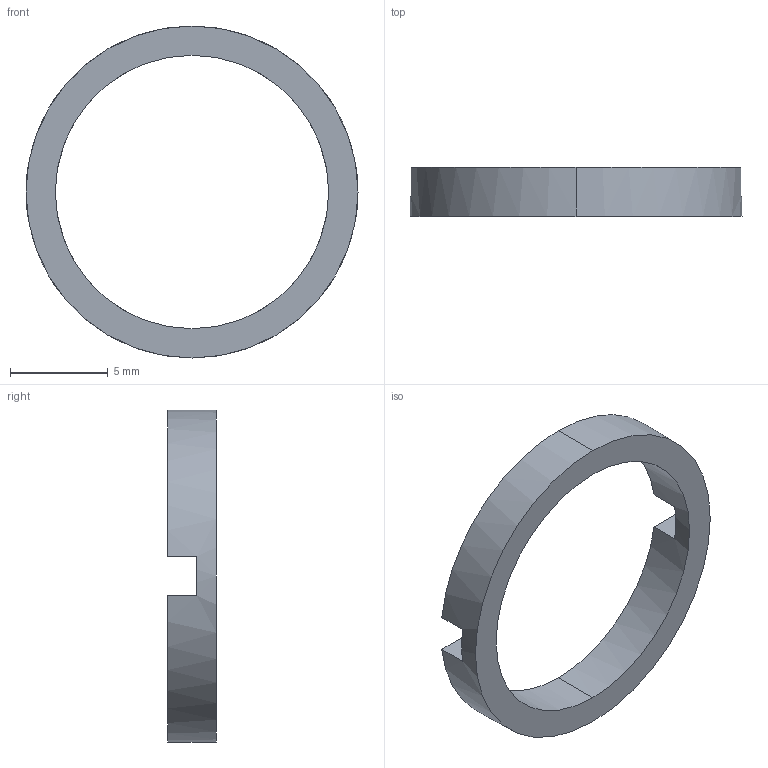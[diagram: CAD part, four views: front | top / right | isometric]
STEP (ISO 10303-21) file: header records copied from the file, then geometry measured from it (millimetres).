
FILE_DESCRIPTION (( 'STEP AP203' ), '1' );
FILE_NAME ('514013.STEP', '2019-09-25T08:49:25', ( '' ), ( '' ), 'SwSTEP 2.0', 'SolidWorks 2016', '' );
FILE_SCHEMA (( 'CONFIG_CONTROL_DESIGN' ));
Length unit declared in the file: millimetre
Products named in the file (2): 514013
Bounding box: 17 x 2.5 x 17 mm (x, y, z)
Volume: 173.6 mm3; surface area: 386.6 mm2
Topology: 1 solids, 1 shells, 13 faces, 36 edges, 24 vertices
Faces by surface type: plane 9, cylinder 4
Entity records: 585 total; most frequent: DIRECTION 82, CARTESIAN_POINT 75, ORIENTED_EDGE 72, EDGE_CURVE 36, AXIS2_PLACEMENT_3D 31, VERTEX_POINT 24, VECTOR 20, LINE 20
